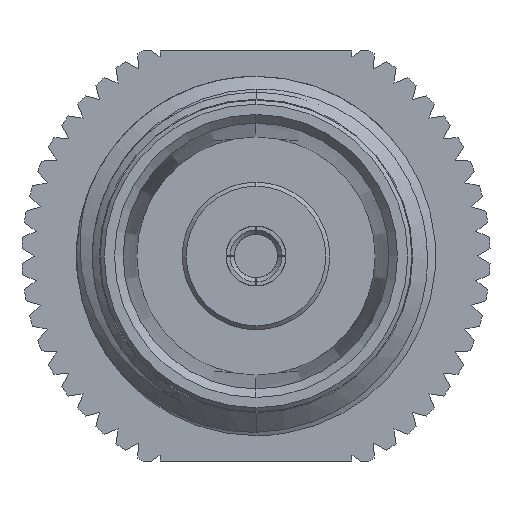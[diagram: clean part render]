
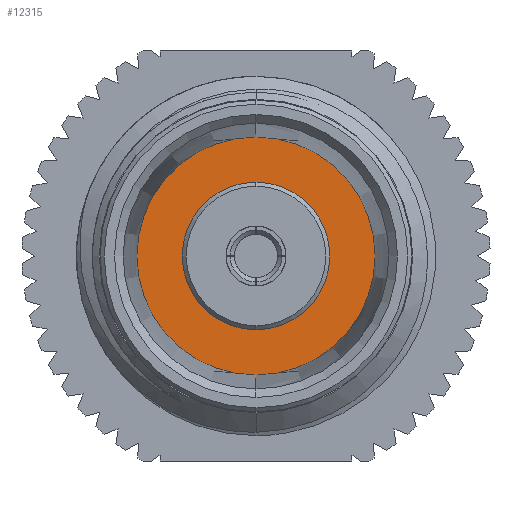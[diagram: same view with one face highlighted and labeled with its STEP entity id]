
A CAD part, left-side view. The second image highlights one B-rep face of the part: STEP entity #12315.
In plain terms, the highlighted planar face has unit normal (-1, 0, 0).
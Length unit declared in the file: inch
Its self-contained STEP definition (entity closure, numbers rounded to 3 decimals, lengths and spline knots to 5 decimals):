
#60 = DIRECTION ( 'NONE',  ( -1., 0., 0. ) ) ;
#72 = VERTEX_POINT ( 'NONE', #7128 ) ;
#265 = DIRECTION ( 'NONE',  ( -1., 0., 0. ) ) ;
#950 = CARTESIAN_POINT ( 'NONE',  ( 0.33, 0., 0.14521 ) ) ;
#1188 = CARTESIAN_POINT ( 'NONE',  ( 0.33, 0., -0.09 ) ) ;
#1594 = EDGE_CURVE ( 'NONE', #2967, #6378, #8674, .T. ) ;
#1615 = EDGE_CURVE ( 'NONE', #72, #12379, #8893, .T. ) ;
#2317 = DIRECTION ( 'NONE',  ( 0., 0., 1. ) ) ;
#2433 = AXIS2_PLACEMENT_3D ( 'NONE', #10255, #11151, #8035 ) ;
#2657 = DIRECTION ( 'NONE',  ( 0., 0., 1. ) ) ;
#2967 = VERTEX_POINT ( 'NONE', #11699 ) ;
#3338 = AXIS2_PLACEMENT_3D ( 'NONE', #8937, #13164, #2657 ) ;
#3482 = CARTESIAN_POINT ( 'NONE',  ( 0.33, 0., 0. ) ) ;
#3671 = CIRCLE ( 'NONE', #12560, 0.14521 ) ;
#4164 = EDGE_CURVE ( 'NONE', #12379, #72, #13529, .T. ) ;
#5097 = ORIENTED_EDGE ( 'NONE', *, *, #4164, .F. ) ;
#6378 = VERTEX_POINT ( 'NONE', #950 ) ;
#6523 = ORIENTED_EDGE ( 'NONE', *, *, #11414, .T. ) ;
#7038 = ORIENTED_EDGE ( 'NONE', *, *, #1594, .T. ) ;
#7128 = CARTESIAN_POINT ( 'NONE',  ( 0.33, 0., 0.09 ) ) ;
#7750 = CARTESIAN_POINT ( 'NONE',  ( 0.33, 0., 0. ) ) ;
#8035 = DIRECTION ( 'NONE',  ( 0., 0., 1. ) ) ;
#8674 = CIRCLE ( 'NONE', #3338, 0.14521 ) ;
#8893 = CIRCLE ( 'NONE', #2433, 0.09 ) ;
#8937 = CARTESIAN_POINT ( 'NONE',  ( 0.33, 0., 0. ) ) ;
#9702 = FACE_OUTER_BOUND ( 'NONE', #12269, .T. ) ;
#10029 = DIRECTION ( 'NONE',  ( 0., 0., 1. ) ) ;
#10255 = CARTESIAN_POINT ( 'NONE',  ( 0.33, 0., 0. ) ) ;
#10815 = EDGE_LOOP ( 'NONE', ( #5097, #11794 ) ) ;
#10946 = DIRECTION ( 'NONE',  ( -1., 0., 0. ) ) ;
#11151 = DIRECTION ( 'NONE',  ( -1., 0., 0. ) ) ;
#11320 = AXIS2_PLACEMENT_3D ( 'NONE', #3482, #265, #10029 ) ;
#11414 = EDGE_CURVE ( 'NONE', #6378, #2967, #3671, .T. ) ;
#11498 = FACE_BOUND ( 'NONE', #10815, .T. ) ;
#11699 = CARTESIAN_POINT ( 'NONE',  ( 0.33, 0., -0.14521 ) ) ;
#11794 = ORIENTED_EDGE ( 'NONE', *, *, #1615, .F. ) ;
#12269 = EDGE_LOOP ( 'NONE', ( #6523, #7038 ) ) ;
#12315 = ADVANCED_FACE ( 'NONE', ( #11498, #9702 ), #12743, .T. ) ;
#12379 = VERTEX_POINT ( 'NONE', #1188 ) ;
#12540 = DIRECTION ( 'NONE',  ( 0., 0., 1. ) ) ;
#12560 = AXIS2_PLACEMENT_3D ( 'NONE', #7750, #10946, #2317 ) ;
#12678 = CARTESIAN_POINT ( 'NONE',  ( 0.33, 0., 0. ) ) ;
#12743 = PLANE ( 'NONE',  #13277 ) ;
#13164 = DIRECTION ( 'NONE',  ( -1., 0., 0. ) ) ;
#13277 = AXIS2_PLACEMENT_3D ( 'NONE', #12678, #60, #12540 ) ;
#13529 = CIRCLE ( 'NONE', #11320, 0.09 ) ;
